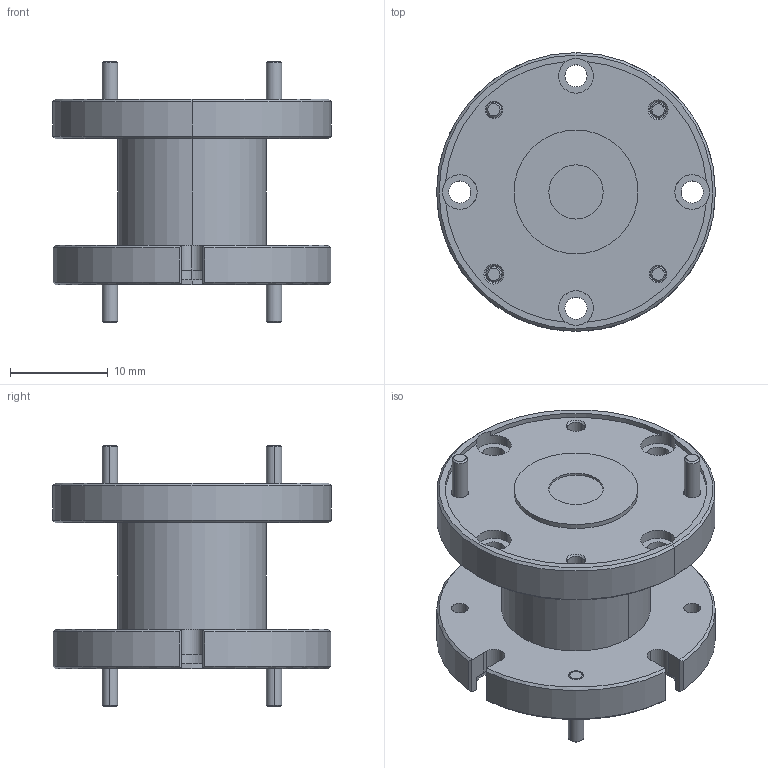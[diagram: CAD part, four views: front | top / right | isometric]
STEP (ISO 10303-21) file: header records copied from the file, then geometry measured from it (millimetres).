
FILE_DESCRIPTION (( 'STEP AP203' ), '1' );
FILE_NAME ('WT-QSC-224-219-A-C-2.STEP', '2022-05-21T00:18:25', ( '' ), ( '' ), 'SwSTEP 2.0', 'SolidWorks 2021', '' );
FILE_SCHEMA (( 'CONFIG_CONTROL_DESIGN' ));
Length unit declared in the file: inch
Products named in the file (1): WT-QSC-224-219-A-C-2
Bounding box: 28.57 x 28.57 x 26.8 mm (x, y, z)
Volume: 6532.3 mm3; surface area: 3932.9 mm2
Topology: 5 solids, 5 shells, 173 faces, 432 edges, 276 vertices
Faces by surface type: cylinder 80, plane 49, cone 44
Entity records: 5361 total; most frequent: CARTESIAN_POINT 978, DIRECTION 960, ORIENTED_EDGE 864, EDGE_CURVE 432, AXIS2_PLACEMENT_3D 386, VERTEX_POINT 276, CIRCLE 212, EDGE_LOOP 204
